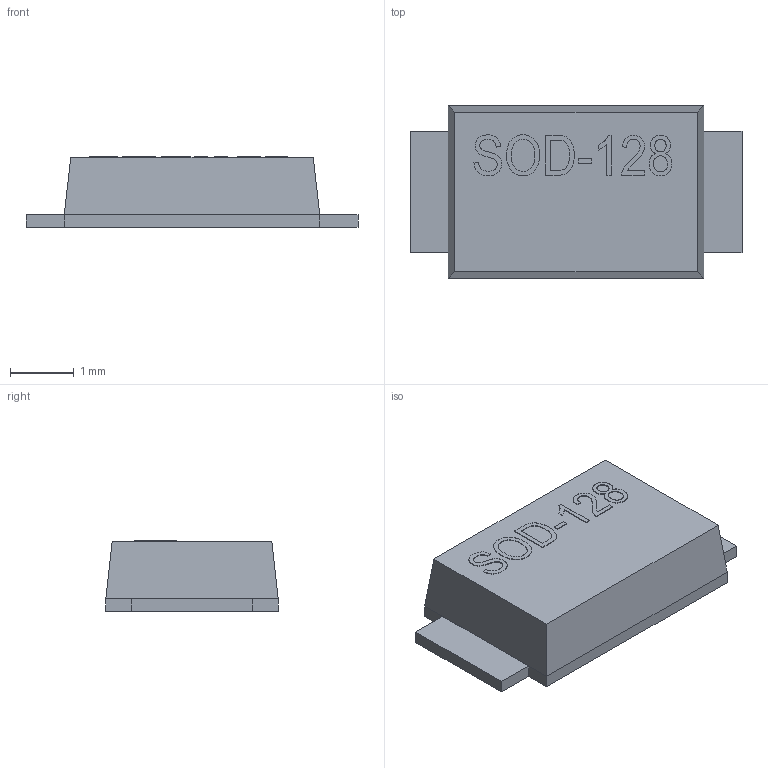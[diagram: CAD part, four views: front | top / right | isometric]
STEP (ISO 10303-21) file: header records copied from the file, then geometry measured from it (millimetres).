
FILE_DESCRIPTION (( 'STEP AP214' ), '1' );
FILE_NAME ('2FC5CEE2-45D3-46B0-B177-0C3C9273E62B.STEP', '2022-11-04T18:07:30', ( '' ), ( '' ), 'SwSTEP 2.0', 'SolidWorks 2022', '' );
FILE_SCHEMA (( 'AUTOMOTIVE_DESIGN' ));
Length unit declared in the file: millimetre
Products named in the file (1): 2FC5CEE2-45D3-46B0-B177-0C3C9273E62B
Bounding box: 5.2 x 2.7 x 1.11 mm (x, y, z)
Volume: 11.8 mm3; surface area: 42.7 mm2
Topology: 10 solids, 10 shells, 78 faces, 170 edges, 112 vertices
Faces by surface type: plane 54, bspline 24
Entity records: 4203 total; most frequent: CARTESIAN_POINT 1661, ORIENTED_EDGE 340, DIRECTION 232, EDGE_CURVE 170, LINE 122, VECTOR 122, VERTEX_POINT 112, UNCERTAINTY_MEASURE_WITH_UNIT 90
